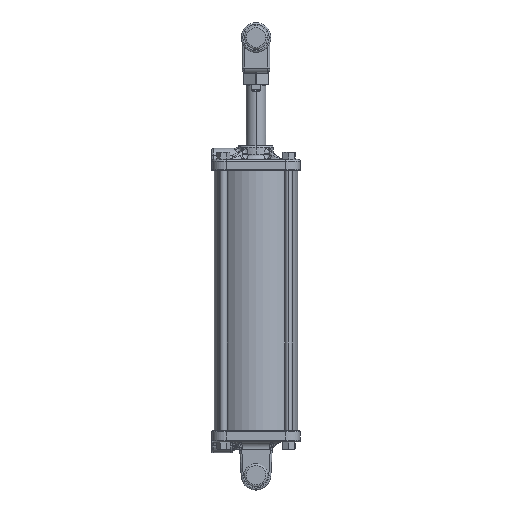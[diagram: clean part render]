
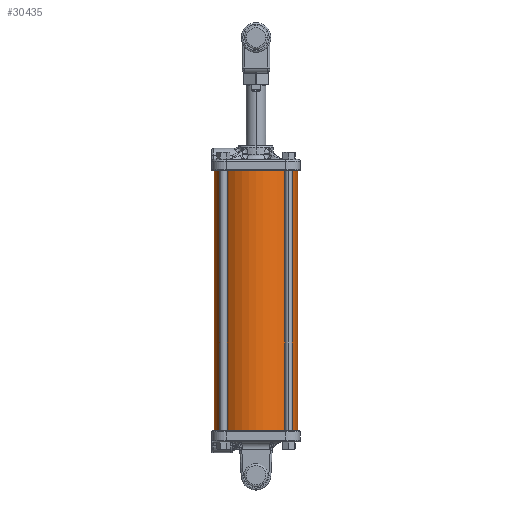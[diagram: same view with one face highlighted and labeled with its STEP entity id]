
A CAD part, left-side view. The second image highlights one B-rep face of the part: STEP entity #30435.
In plain terms, the highlighted cylindrical face has radius 53.975 mm (diameter 107.95 mm), a partial arc.
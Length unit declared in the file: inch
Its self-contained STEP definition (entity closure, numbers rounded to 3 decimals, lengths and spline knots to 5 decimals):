
#1258 = FACE_OUTER_BOUND ( 'NONE', #38423, .T. ) ;
#5022 = ORIENTED_EDGE ( 'NONE', *, *, #20957, .T. ) ;
#7220 = EDGE_CURVE ( 'NONE', #21790, #39195, #40440, .T. ) ;
#8675 = AXIS2_PLACEMENT_3D ( 'NONE', #38971, #17676, #42744 ) ;
#11631 = DIRECTION ( 'NONE',  ( 0., 0., 1. ) ) ;
#14429 = CARTESIAN_POINT ( 'NONE',  ( 0., 0., -13.5 ) ) ;
#14549 = ORIENTED_EDGE ( 'NONE', *, *, #43219, .F. ) ;
#17676 = DIRECTION ( 'NONE',  ( 0., 0., 1. ) ) ;
#18884 = AXIS2_PLACEMENT_3D ( 'NONE', #14429, #35201, #44093 ) ;
#20957 = EDGE_CURVE ( 'NONE', #23303, #39195, #39328, .T. ) ;
#21790 = VERTEX_POINT ( 'NONE', #52254 ) ;
#23303 = VERTEX_POINT ( 'NONE', #39330 ) ;
#24053 = CARTESIAN_POINT ( 'NONE',  ( -2.125, 0., -13.5 ) ) ;
#24313 = LINE ( 'NONE', #24053, #48053 ) ;
#30283 = DIRECTION ( 'NONE',  ( 1., 0., 0. ) ) ;
#30435 = ADVANCED_FACE ( 'NONE', ( #1258 ), #50305, .T. ) ;
#34996 = CARTESIAN_POINT ( 'NONE',  ( 2.125, 0., -13.5 ) ) ;
#35201 = DIRECTION ( 'NONE',  ( 0., 0., 1. ) ) ;
#35422 = CARTESIAN_POINT ( 'NONE',  ( -2.125, 0., -13.5 ) ) ;
#37190 = ORIENTED_EDGE ( 'NONE', *, *, #42605, .T. ) ;
#37270 = VECTOR ( 'NONE', #43355, 39.37008 ) ;
#38134 = CARTESIAN_POINT ( 'NONE',  ( 0., 0., 0. ) ) ;
#38423 = EDGE_LOOP ( 'NONE', ( #14549, #37190, #5022, #51981 ) ) ;
#38971 = CARTESIAN_POINT ( 'NONE',  ( 0., 0., -13.5 ) ) ;
#39195 = VERTEX_POINT ( 'NONE', #47784 ) ;
#39328 = LINE ( 'NONE', #34996, #37270 ) ;
#39330 = CARTESIAN_POINT ( 'NONE',  ( 2.125, 0., -13.5 ) ) ;
#40440 = CIRCLE ( 'NONE', #53327, 2.125 ) ;
#42605 = EDGE_CURVE ( 'NONE', #50024, #23303, #46437, .T. ) ;
#42744 = DIRECTION ( 'NONE',  ( 1., 0., 0. ) ) ;
#43219 = EDGE_CURVE ( 'NONE', #50024, #21790, #24313, .T. ) ;
#43355 = DIRECTION ( 'NONE',  ( 0., 0., 1. ) ) ;
#44093 = DIRECTION ( 'NONE',  ( 1., 0., 0. ) ) ;
#46437 = CIRCLE ( 'NONE', #18884, 2.125 ) ;
#47784 = CARTESIAN_POINT ( 'NONE',  ( 2.125, 0., 0. ) ) ;
#48053 = VECTOR ( 'NONE', #11631, 39.37008 ) ;
#50024 = VERTEX_POINT ( 'NONE', #35422 ) ;
#50305 = CYLINDRICAL_SURFACE ( 'NONE', #8675, 2.125 ) ;
#51570 = DIRECTION ( 'NONE',  ( 0., 0., 1. ) ) ;
#51981 = ORIENTED_EDGE ( 'NONE', *, *, #7220, .F. ) ;
#52254 = CARTESIAN_POINT ( 'NONE',  ( -2.125, 0., 0. ) ) ;
#53327 = AXIS2_PLACEMENT_3D ( 'NONE', #38134, #51570, #30283 ) ;
